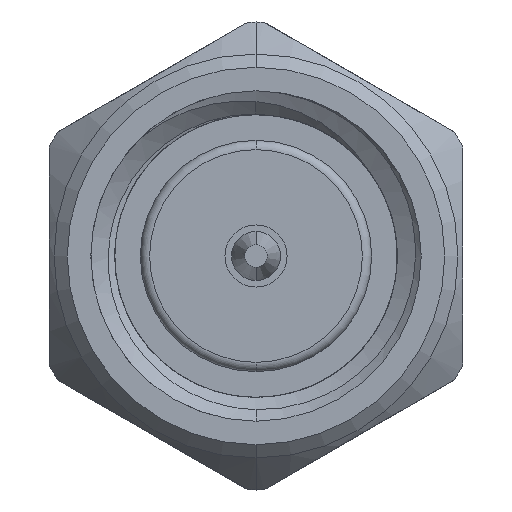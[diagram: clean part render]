
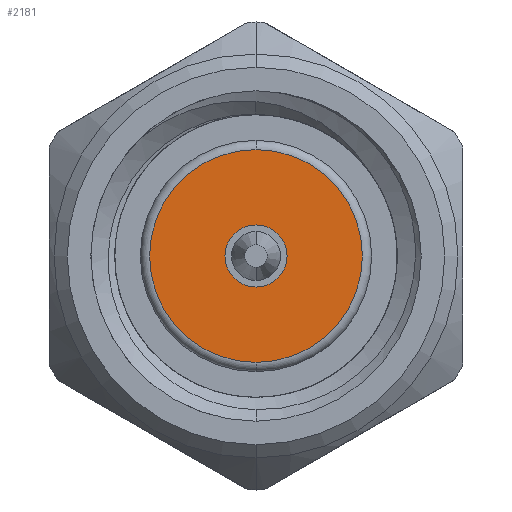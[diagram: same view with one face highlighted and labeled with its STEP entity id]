
A CAD part, left-side view. The second image highlights one B-rep face of the part: STEP entity #2181.
In plain terms, the highlighted planar face has unit normal (-1, 0, 0).
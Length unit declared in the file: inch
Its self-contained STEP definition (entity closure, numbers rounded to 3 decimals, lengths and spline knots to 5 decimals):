
#1 = CARTESIAN_POINT ( 'NONE',  ( 0.1, 0., 0. ) ) ;
#28 = DIRECTION ( 'NONE',  ( 0., 0., -1. ) ) ;
#284 = CIRCLE ( 'NONE', #4230, 0.0235 ) ;
#383 = CARTESIAN_POINT ( 'NONE',  ( 0.1, 0., -0.0235 ) ) ;
#402 = VERTEX_POINT ( 'NONE', #3862 ) ;
#446 = FACE_OUTER_BOUND ( 'NONE', #6126, .T. ) ;
#728 = AXIS2_PLACEMENT_3D ( 'NONE', #1, #2891, #3910 ) ;
#914 = ORIENTED_EDGE ( 'NONE', *, *, #4656, .F. ) ;
#1024 = ORIENTED_EDGE ( 'NONE', *, *, #5097, .T. ) ;
#1328 = DIRECTION ( 'NONE',  ( -1., 0., 0. ) ) ;
#1460 = EDGE_LOOP ( 'NONE', ( #5529, #914 ) ) ;
#1609 = CIRCLE ( 'NONE', #4800, 0.0805 ) ;
#1716 = ORIENTED_EDGE ( 'NONE', *, *, #6016, .T. ) ;
#1792 = AXIS2_PLACEMENT_3D ( 'NONE', #5159, #4742, #2303 ) ;
#1919 = VERTEX_POINT ( 'NONE', #4977 ) ;
#2181 = ADVANCED_FACE ( 'NONE', ( #446, #4143 ), #5221, .F. ) ;
#2303 = DIRECTION ( 'NONE',  ( 0., 0., -1. ) ) ;
#2357 = CARTESIAN_POINT ( 'NONE',  ( 0.1, 0., 0.0235 ) ) ;
#2409 = CIRCLE ( 'NONE', #4212, 0.0805 ) ;
#2543 = VERTEX_POINT ( 'NONE', #383 ) ;
#2545 = DIRECTION ( 'NONE',  ( -1., 0., 0. ) ) ;
#2891 = DIRECTION ( 'NONE',  ( -1., 0., 0. ) ) ;
#3311 = DIRECTION ( 'NONE',  ( 0., 0., -1. ) ) ;
#3447 = DIRECTION ( 'NONE',  ( 0., 0., -1. ) ) ;
#3684 = VERTEX_POINT ( 'NONE', #2357 ) ;
#3820 = EDGE_CURVE ( 'NONE', #2543, #3684, #284, .T. ) ;
#3862 = CARTESIAN_POINT ( 'NONE',  ( 0.1, 0., -0.0805 ) ) ;
#3910 = DIRECTION ( 'NONE',  ( 0., 0., -1. ) ) ;
#4143 = FACE_BOUND ( 'NONE', #1460, .T. ) ;
#4212 = AXIS2_PLACEMENT_3D ( 'NONE', #5455, #2545, #28 ) ;
#4230 = AXIS2_PLACEMENT_3D ( 'NONE', #6398, #4428, #3447 ) ;
#4278 = CARTESIAN_POINT ( 'NONE',  ( 0.1, 0., 0. ) ) ;
#4428 = DIRECTION ( 'NONE',  ( -1., 0., 0. ) ) ;
#4656 = EDGE_CURVE ( 'NONE', #3684, #2543, #4927, .T. ) ;
#4742 = DIRECTION ( 'NONE',  ( 1., 0., 0. ) ) ;
#4800 = AXIS2_PLACEMENT_3D ( 'NONE', #4278, #1328, #3311 ) ;
#4927 = CIRCLE ( 'NONE', #728, 0.0235 ) ;
#4977 = CARTESIAN_POINT ( 'NONE',  ( 0.1, 0., 0.0805 ) ) ;
#5097 = EDGE_CURVE ( 'NONE', #402, #1919, #1609, .T. ) ;
#5159 = CARTESIAN_POINT ( 'NONE',  ( 0.1, 0., 0. ) ) ;
#5221 = PLANE ( 'NONE',  #1792 ) ;
#5455 = CARTESIAN_POINT ( 'NONE',  ( 0.1, 0., 0. ) ) ;
#5529 = ORIENTED_EDGE ( 'NONE', *, *, #3820, .F. ) ;
#6016 = EDGE_CURVE ( 'NONE', #1919, #402, #2409, .T. ) ;
#6126 = EDGE_LOOP ( 'NONE', ( #1024, #1716 ) ) ;
#6398 = CARTESIAN_POINT ( 'NONE',  ( 0.1, 0., 0. ) ) ;
